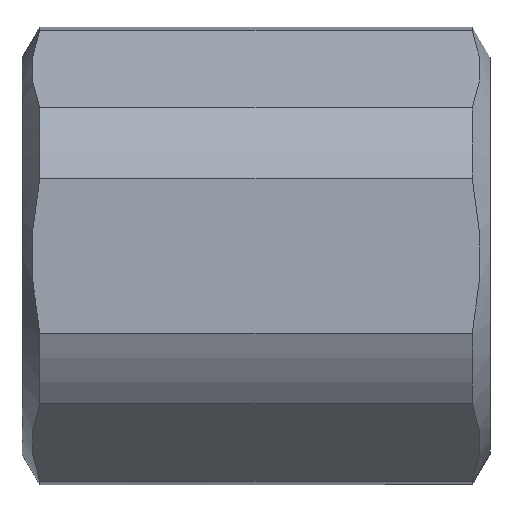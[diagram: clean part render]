
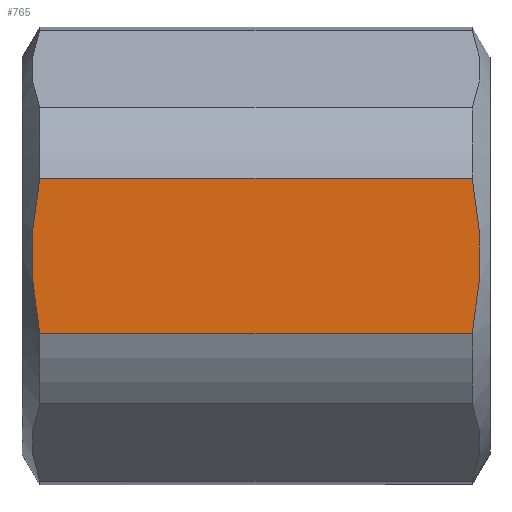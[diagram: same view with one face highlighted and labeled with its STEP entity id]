
A CAD part, front view. The second image highlights one B-rep face of the part: STEP entity #765.
In plain terms, the highlighted planar face has unit normal (0, -1, 0).
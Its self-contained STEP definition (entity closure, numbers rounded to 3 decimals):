
#28=PLANE('',#805);
#46=B_SPLINE_CURVE_WITH_KNOTS('',3,(#6521,#6522,#6523,#6524,#6525),
 .UNSPECIFIED.,.F.,.F.,(4,1,4),(0.,0.006,0.013),
 .UNSPECIFIED.);
#47=B_SPLINE_CURVE_WITH_KNOTS('',3,(#6529,#6530,#6531,#6532,#6533),
 .UNSPECIFIED.,.F.,.F.,(4,1,4),(0.,0.006,0.013),
 .UNSPECIFIED.);
#90=LINE('',#6518,#110);
#91=LINE('',#6527,#111);
#110=VECTOR('',#876,1000.);
#111=VECTOR('',#877,1000.);
#222=ORIENTED_EDGE('',*,*,#468,.T.);
#223=ORIENTED_EDGE('',*,*,#469,.F.);
#224=ORIENTED_EDGE('',*,*,#470,.T.);
#225=ORIENTED_EDGE('',*,*,#471,.F.);
#468=EDGE_CURVE('',#590,#591,#90,.T.);
#469=EDGE_CURVE('',#592,#591,#46,.T.);
#470=EDGE_CURVE('',#592,#593,#91,.T.);
#471=EDGE_CURVE('',#590,#593,#47,.T.);
#590=VERTEX_POINT('',#6519);
#591=VERTEX_POINT('',#6520);
#592=VERTEX_POINT('',#6526);
#593=VERTEX_POINT('',#6528);
#688=EDGE_LOOP('',(#222,#223,#224,#225));
#722=FACE_BOUND('',#688,.T.);
#765=ADVANCED_FACE('',(#722),#28,.T.);
#805=AXIS2_PLACEMENT_3D('',#6517,#874,#875);
#874=DIRECTION('',(0.,-1.,0.));
#875=DIRECTION('',(0.,0.,-1.));
#876=DIRECTION('',(1.,0.,0.));
#877=DIRECTION('',(-1.,0.,0.));
#6517=CARTESIAN_POINT('',(-19.,-17.5,10.104));
#6518=CARTESIAN_POINT('',(19.,-17.5,-6.302));
#6519=CARTESIAN_POINT('',(-17.557,-17.5,-6.302));
#6520=CARTESIAN_POINT('',(17.557,-17.5,-6.302));
#6521=CARTESIAN_POINT('',(17.557,-17.5,6.302));
#6522=CARTESIAN_POINT('',(17.965,-17.5,4.214));
#6523=CARTESIAN_POINT('',(18.418,-17.5,0.031));
#6524=CARTESIAN_POINT('',(17.965,-17.5,-4.212));
#6525=CARTESIAN_POINT('',(17.557,-17.5,-6.302));
#6526=CARTESIAN_POINT('',(17.557,-17.5,6.302));
#6527=CARTESIAN_POINT('',(19.,-17.5,6.302));
#6528=CARTESIAN_POINT('',(-17.557,-17.5,6.302));
#6529=CARTESIAN_POINT('',(-17.557,-17.5,-6.302));
#6530=CARTESIAN_POINT('',(-17.965,-17.5,-4.214));
#6531=CARTESIAN_POINT('',(-18.418,-17.5,-0.031));
#6532=CARTESIAN_POINT('',(-17.965,-17.5,4.212));
#6533=CARTESIAN_POINT('',(-17.557,-17.5,6.302));
